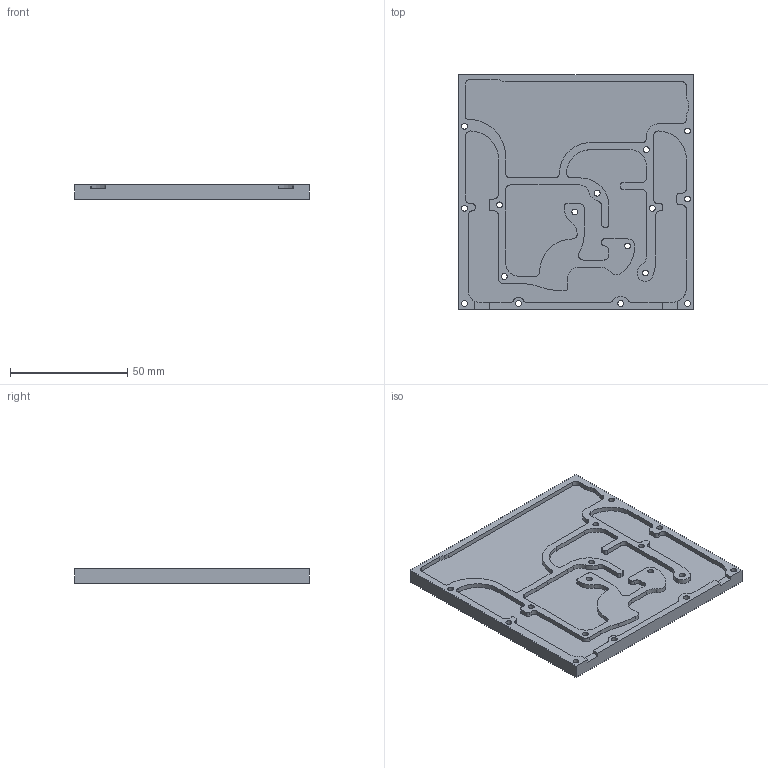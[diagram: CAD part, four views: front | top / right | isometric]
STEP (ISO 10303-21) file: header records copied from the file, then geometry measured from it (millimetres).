
FILE_DESCRIPTION(/* description */ (''),/* implementation_level */ '2;1');
FILE_NAME(/* name */ 'BottomCover.step',/* time_stamp */ '2020-08-24T17:17:47+02:00',/* author */ (''),/* organization */ (''),/* preprocessor_version */ 'ST-DEVELOPER v18.1',/* originating_system */ 'Autodesk Translation Framework v9.3.0.1241',/* authorisation */ '');
FILE_SCHEMA (('AUTOMOTIVE_DESIGN { 1 0 10303 214 3 1 1 }'));
Length unit declared in the file: millimetre
Products named in the file (1): BottomCover
Bounding box: 100 x 100 x 6 mm (x, y, z)
Volume: 45183.8 mm3; surface area: 25171.3 mm2
Topology: 1 solids, 1 shells, 191 faces, 564 edges, 376 vertices
Faces by surface type: cylinder 104, plane 87
Full cylindrical faces by diameter (mm): 2.5 x16
Entity records: 6545 total; most frequent: DIRECTION 1158, CARTESIAN_POINT 1132, ORIENTED_EDGE 1128, EDGE_CURVE 564, AXIS2_PLACEMENT_3D 402, VERTEX_POINT 376, LINE 354, VECTOR 354
